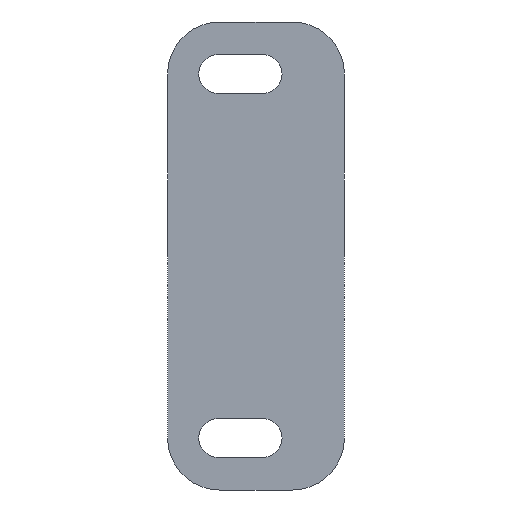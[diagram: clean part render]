
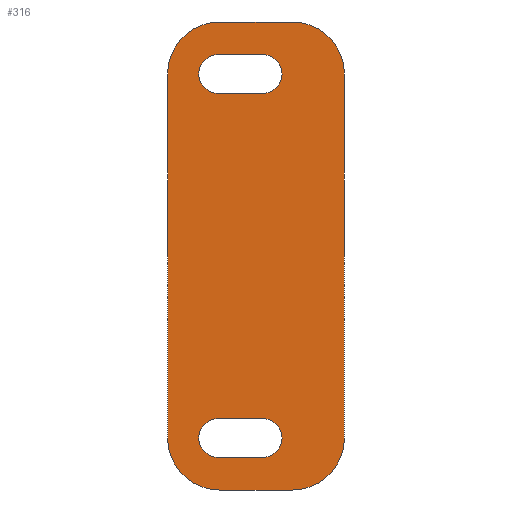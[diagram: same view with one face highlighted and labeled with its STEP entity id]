
A CAD part, front view. The second image highlights one B-rep face of the part: STEP entity #316.
In plain terms, the highlighted planar face has unit normal (0, -1, 0).
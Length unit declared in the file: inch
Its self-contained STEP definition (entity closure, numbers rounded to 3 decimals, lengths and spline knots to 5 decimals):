
#1=CARTESIAN_POINT('',(-0.181,0.,0.875));
#2=DIRECTION('',(0.,1.,0.));
#3=DIRECTION('',(0.,0.,-1.));
#4=AXIS2_PLACEMENT_3D('',#1,#2,#3);
#6=DIRECTION('',(1.,0.,0.));
#7=VECTOR('',#6,0.212);
#8=CARTESIAN_POINT('',(-0.181,0.,0.781));
#9=LINE('',#8,#7);
#10=CARTESIAN_POINT('',(0.031,0.,0.875));
#11=DIRECTION('',(0.,1.,0.));
#12=DIRECTION('',(0.,0.,1.));
#13=AXIS2_PLACEMENT_3D('',#10,#11,#12);
#15=DIRECTION('',(-1.,0.,0.));
#16=VECTOR('',#15,0.212);
#17=CARTESIAN_POINT('',(0.031,0.,0.969));
#18=LINE('',#17,#16);
#19=DIRECTION('',(1.,0.,0.));
#20=VECTOR('',#19,0.212);
#21=CARTESIAN_POINT('',(-0.181,0.,-0.969));
#22=LINE('',#21,#20);
#23=CARTESIAN_POINT('',(0.031,0.,-0.875));
#24=DIRECTION('',(0.,1.,0.));
#25=DIRECTION('',(0.,0.,1.));
#26=AXIS2_PLACEMENT_3D('',#23,#24,#25);
#28=DIRECTION('',(-1.,0.,0.));
#29=VECTOR('',#28,0.212);
#30=CARTESIAN_POINT('',(0.031,0.,-0.781));
#31=LINE('',#30,#29);
#32=CARTESIAN_POINT('',(-0.181,0.,-0.875));
#33=DIRECTION('',(0.,1.,0.));
#34=DIRECTION('',(0.,0.,-1.));
#35=AXIS2_PLACEMENT_3D('',#32,#33,#34);
#37=CARTESIAN_POINT('',(0.175,0.,-0.875));
#38=DIRECTION('',(0.,-1.,0.));
#39=DIRECTION('',(0.,0.,-1.));
#40=AXIS2_PLACEMENT_3D('',#37,#38,#39);
#42=DIRECTION('',(-1.,0.,0.));
#43=VECTOR('',#42,0.35);
#44=CARTESIAN_POINT('',(0.175,0.,-1.125));
#45=LINE('',#44,#43);
#46=CARTESIAN_POINT('',(-0.175,0.,-0.875));
#47=DIRECTION('',(0.,-1.,0.));
#48=DIRECTION('',(-1.,0.,0.));
#49=AXIS2_PLACEMENT_3D('',#46,#47,#48);
#51=DIRECTION('',(0.,0.,1.));
#52=VECTOR('',#51,1.75);
#53=CARTESIAN_POINT('',(-0.425,0.,-0.875));
#54=LINE('',#53,#52);
#55=CARTESIAN_POINT('',(-0.175,0.,0.875));
#56=DIRECTION('',(0.,-1.,0.));
#57=DIRECTION('',(0.,0.,1.));
#58=AXIS2_PLACEMENT_3D('',#55,#56,#57);
#60=DIRECTION('',(1.,0.,0.));
#61=VECTOR('',#60,0.35);
#62=CARTESIAN_POINT('',(-0.175,0.,1.125));
#63=LINE('',#62,#61);
#64=CARTESIAN_POINT('',(0.175,0.,0.875));
#65=DIRECTION('',(0.,-1.,0.));
#66=DIRECTION('',(1.,0.,0.));
#67=AXIS2_PLACEMENT_3D('',#64,#65,#66);
#69=DIRECTION('',(0.,0.,-1.));
#70=VECTOR('',#69,1.75);
#71=CARTESIAN_POINT('',(0.425,0.,0.875));
#72=LINE('',#71,#70);
#209=CARTESIAN_POINT('',(-0.181,0.,0.781));
#210=CARTESIAN_POINT('',(-0.181,0.,0.969));
#211=VERTEX_POINT('',#209);
#212=VERTEX_POINT('',#210);
#213=CARTESIAN_POINT('',(0.031,0.,0.781));
#214=VERTEX_POINT('',#213);
#215=CARTESIAN_POINT('',(0.031,0.,0.969));
#216=VERTEX_POINT('',#215);
#217=CARTESIAN_POINT('',(-0.181,0.,-0.969));
#218=CARTESIAN_POINT('',(0.031,0.,-0.969));
#219=VERTEX_POINT('',#217);
#220=VERTEX_POINT('',#218);
#221=CARTESIAN_POINT('',(0.031,0.,-0.781));
#222=VERTEX_POINT('',#221);
#223=CARTESIAN_POINT('',(-0.181,0.,-0.781));
#224=VERTEX_POINT('',#223);
#241=CARTESIAN_POINT('',(0.175,0.,-1.125));
#242=CARTESIAN_POINT('',(0.425,0.,-0.875));
#243=VERTEX_POINT('',#241);
#244=VERTEX_POINT('',#242);
#249=CARTESIAN_POINT('',(-0.425,0.,-0.875));
#250=CARTESIAN_POINT('',(-0.175,0.,-1.125));
#251=VERTEX_POINT('',#249);
#252=VERTEX_POINT('',#250);
#257=CARTESIAN_POINT('',(-0.175,0.,1.125));
#258=CARTESIAN_POINT('',(-0.425,0.,0.875));
#259=VERTEX_POINT('',#257);
#260=VERTEX_POINT('',#258);
#265=CARTESIAN_POINT('',(0.425,0.,0.875));
#266=CARTESIAN_POINT('',(0.175,0.,1.125));
#267=VERTEX_POINT('',#265);
#268=VERTEX_POINT('',#266);
#273=CARTESIAN_POINT('',(0.,0.,0.));
#274=DIRECTION('',(0.,1.,0.));
#275=DIRECTION('',(1.,0.,0.));
#276=AXIS2_PLACEMENT_3D('',#273,#274,#275);
#277=PLANE('',#276);
#279=ORIENTED_EDGE('',*,*,#278,.F.);
#281=ORIENTED_EDGE('',*,*,#280,.T.);
#283=ORIENTED_EDGE('',*,*,#282,.F.);
#285=ORIENTED_EDGE('',*,*,#284,.T.);
#287=ORIENTED_EDGE('',*,*,#286,.F.);
#289=ORIENTED_EDGE('',*,*,#288,.T.);
#291=ORIENTED_EDGE('',*,*,#290,.F.);
#293=ORIENTED_EDGE('',*,*,#292,.T.);
#294=EDGE_LOOP('',(#279,#281,#283,#285,#287,#289,#291,#293));
#295=FACE_OUTER_BOUND('',#294,.F.);
#297=ORIENTED_EDGE('',*,*,#296,.T.);
#299=ORIENTED_EDGE('',*,*,#298,.F.);
#301=ORIENTED_EDGE('',*,*,#300,.T.);
#303=ORIENTED_EDGE('',*,*,#302,.F.);
#304=EDGE_LOOP('',(#297,#299,#301,#303));
#305=FACE_BOUND('',#304,.F.);
#307=ORIENTED_EDGE('',*,*,#306,.F.);
#309=ORIENTED_EDGE('',*,*,#308,.T.);
#311=ORIENTED_EDGE('',*,*,#310,.F.);
#313=ORIENTED_EDGE('',*,*,#312,.T.);
#314=EDGE_LOOP('',(#307,#309,#311,#313));
#315=FACE_BOUND('',#314,.F.);
#316=ADVANCED_FACE('',(#295,#305,#315),#277,.F.);
#5=CIRCLE('',#4,0.094);
#14=CIRCLE('',#13,0.094);
#27=CIRCLE('',#26,0.094);
#36=CIRCLE('',#35,0.094);
#41=CIRCLE('',#40,0.25);
#50=CIRCLE('',#49,0.25);
#59=CIRCLE('',#58,0.25);
#68=CIRCLE('',#67,0.25);
#278=EDGE_CURVE('',#243,#244,#41,.T.);
#280=EDGE_CURVE('',#243,#252,#45,.T.);
#282=EDGE_CURVE('',#251,#252,#50,.T.);
#284=EDGE_CURVE('',#251,#260,#54,.T.);
#286=EDGE_CURVE('',#259,#260,#59,.T.);
#288=EDGE_CURVE('',#259,#268,#63,.T.);
#290=EDGE_CURVE('',#267,#268,#68,.T.);
#292=EDGE_CURVE('',#267,#244,#72,.T.);
#296=EDGE_CURVE('',#219,#220,#22,.T.);
#298=EDGE_CURVE('',#222,#220,#27,.T.);
#300=EDGE_CURVE('',#222,#224,#31,.T.);
#302=EDGE_CURVE('',#219,#224,#36,.T.);
#306=EDGE_CURVE('',#211,#212,#5,.T.);
#308=EDGE_CURVE('',#211,#214,#9,.T.);
#310=EDGE_CURVE('',#216,#214,#14,.T.);
#312=EDGE_CURVE('',#216,#212,#18,.T.);
